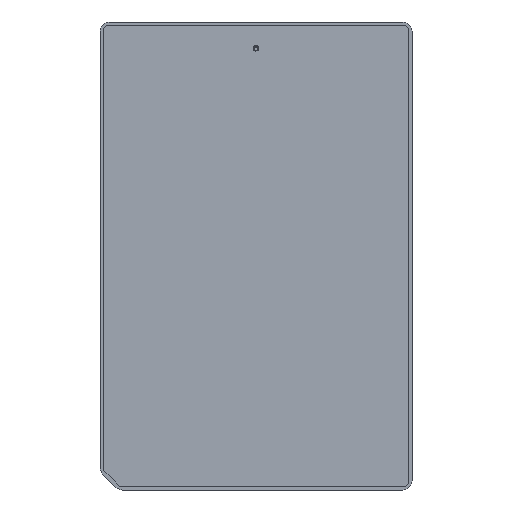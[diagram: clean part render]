
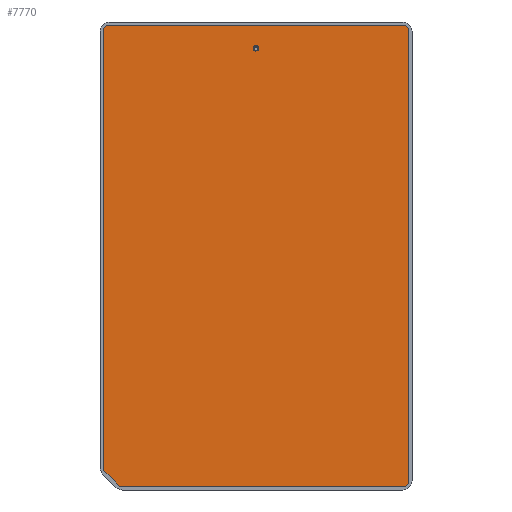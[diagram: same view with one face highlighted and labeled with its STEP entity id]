
A CAD part, front view. The second image highlights one B-rep face of the part: STEP entity #7770.
In plain terms, the highlighted planar face has unit normal (0, -1, 0).
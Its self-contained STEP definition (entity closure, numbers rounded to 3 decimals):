
#287=FACE_BOUND('',#1758,.T.);
#474=CIRCLE('',#8534,0.45);
#475=CIRCLE('',#8536,1.);
#476=CIRCLE('',#8537,1.);
#477=CIRCLE('',#8538,1.);
#478=CIRCLE('',#8539,1.);
#479=CIRCLE('',#8540,1.);
#861=PLANE('',#8535);
#1217=FACE_OUTER_BOUND('',#1757,.T.);
#1757=EDGE_LOOP('',(#6288,#6289,#6290,#6291,#6292,#6293,#6294,#6295,#6296,
#6297));
#1758=EDGE_LOOP('',(#6298));
#2265=LINE('',#12827,#2871);
#2266=LINE('',#12831,#2872);
#2267=LINE('',#12835,#2873);
#2268=LINE('',#12839,#2874);
#2269=LINE('',#12842,#2875);
#2871=VECTOR('',#10067,10.);
#2872=VECTOR('',#10070,10.);
#2873=VECTOR('',#10073,10.);
#2874=VECTOR('',#10076,10.);
#2875=VECTOR('',#10079,10.);
#3669=VERTEX_POINT('',#12819);
#3670=VERTEX_POINT('',#12823);
#3671=VERTEX_POINT('',#12824);
#3672=VERTEX_POINT('',#12826);
#3673=VERTEX_POINT('',#12828);
#3674=VERTEX_POINT('',#12830);
#3675=VERTEX_POINT('',#12832);
#3676=VERTEX_POINT('',#12834);
#3677=VERTEX_POINT('',#12836);
#3678=VERTEX_POINT('',#12838);
#3679=VERTEX_POINT('',#12840);
#4596=EDGE_CURVE('',#3669,#3669,#474,.T.);
#4597=EDGE_CURVE('',#3670,#3671,#475,.T.);
#4598=EDGE_CURVE('',#3672,#3670,#2265,.T.);
#4599=EDGE_CURVE('',#3673,#3672,#476,.T.);
#4600=EDGE_CURVE('',#3674,#3673,#2266,.T.);
#4601=EDGE_CURVE('',#3675,#3674,#477,.T.);
#4602=EDGE_CURVE('',#3676,#3675,#2267,.T.);
#4603=EDGE_CURVE('',#3677,#3676,#478,.T.);
#4604=EDGE_CURVE('',#3678,#3677,#2268,.T.);
#4605=EDGE_CURVE('',#3679,#3678,#479,.T.);
#4606=EDGE_CURVE('',#3671,#3679,#2269,.T.);
#6288=ORIENTED_EDGE('',*,*,#4597,.F.);
#6289=ORIENTED_EDGE('',*,*,#4598,.F.);
#6290=ORIENTED_EDGE('',*,*,#4599,.F.);
#6291=ORIENTED_EDGE('',*,*,#4600,.F.);
#6292=ORIENTED_EDGE('',*,*,#4601,.F.);
#6293=ORIENTED_EDGE('',*,*,#4602,.F.);
#6294=ORIENTED_EDGE('',*,*,#4603,.F.);
#6295=ORIENTED_EDGE('',*,*,#4604,.F.);
#6296=ORIENTED_EDGE('',*,*,#4605,.F.);
#6297=ORIENTED_EDGE('',*,*,#4606,.F.);
#6298=ORIENTED_EDGE('',*,*,#4596,.T.);
#7770=ADVANCED_FACE('',(#1217,#287),#861,.F.);
#8534=AXIS2_PLACEMENT_3D('',#12821,#10061,#10062);
#8535=AXIS2_PLACEMENT_3D('',#12822,#10063,#10064);
#8536=AXIS2_PLACEMENT_3D('',#12825,#10065,#10066);
#8537=AXIS2_PLACEMENT_3D('',#12829,#10068,#10069);
#8538=AXIS2_PLACEMENT_3D('',#12833,#10071,#10072);
#8539=AXIS2_PLACEMENT_3D('',#12837,#10074,#10075);
#8540=AXIS2_PLACEMENT_3D('',#12841,#10077,#10078);
#10061=DIRECTION('center_axis',(0.,1.,0.));
#10062=DIRECTION('ref_axis',(-1.,0.,0.));
#10063=DIRECTION('center_axis',(0.,1.,0.));
#10064=DIRECTION('ref_axis',(0.,0.,1.));
#10065=DIRECTION('center_axis',(0.,1.,0.));
#10066=DIRECTION('ref_axis',(0.,0.,1.));
#10067=DIRECTION('',(-0.707,0.,0.707));
#10068=DIRECTION('center_axis',(0.,1.,0.));
#10069=DIRECTION('ref_axis',(0.,0.,1.));
#10070=DIRECTION('',(-1.,0.,0.));
#10071=DIRECTION('center_axis',(0.,1.,0.));
#10072=DIRECTION('ref_axis',(0.,0.,1.));
#10073=DIRECTION('',(0.,0.,-1.));
#10074=DIRECTION('center_axis',(0.,1.,0.));
#10075=DIRECTION('ref_axis',(0.,0.,1.));
#10076=DIRECTION('',(1.,0.,0.));
#10077=DIRECTION('center_axis',(0.,1.,0.));
#10078=DIRECTION('ref_axis',(0.,0.,1.));
#10079=DIRECTION('',(0.,0.,1.));
#12819=CARTESIAN_POINT('',(0.45,-0.175,33.3));
#12821=CARTESIAN_POINT('Origin',(0.,-0.175,33.3));
#12822=CARTESIAN_POINT('Origin',(-23.5,-0.175,-33.879));
#12823=CARTESIAN_POINT('',(-24.207,-0.175,-34.586));
#12824=CARTESIAN_POINT('',(-24.5,-0.175,-33.879));
#12825=CARTESIAN_POINT('Origin',(-23.5,-0.175,-33.879));
#12826=CARTESIAN_POINT('',(-22.086,-0.175,-36.707));
#12827=CARTESIAN_POINT('',(-23.146,-0.175,-35.646));
#12828=CARTESIAN_POINT('',(-21.379,-0.175,-37.));
#12829=CARTESIAN_POINT('Origin',(-21.379,-0.175,-36.));
#12830=CARTESIAN_POINT('',(23.5,-0.175,-37.));
#12831=CARTESIAN_POINT('',(0.,-0.175,-37.));
#12832=CARTESIAN_POINT('',(24.5,-0.175,-36.));
#12833=CARTESIAN_POINT('Origin',(23.5,-0.175,-36.));
#12834=CARTESIAN_POINT('',(24.5,-0.175,36.));
#12835=CARTESIAN_POINT('',(24.5,-0.175,1.061));
#12836=CARTESIAN_POINT('',(23.5,-0.175,37.));
#12837=CARTESIAN_POINT('Origin',(23.5,-0.175,36.));
#12838=CARTESIAN_POINT('',(-23.5,-0.175,37.));
#12839=CARTESIAN_POINT('',(-23.5,-0.175,37.));
#12840=CARTESIAN_POINT('',(-24.5,-0.175,36.));
#12841=CARTESIAN_POINT('Origin',(-23.5,-0.175,36.));
#12842=CARTESIAN_POINT('',(-24.5,-0.175,-33.879));
